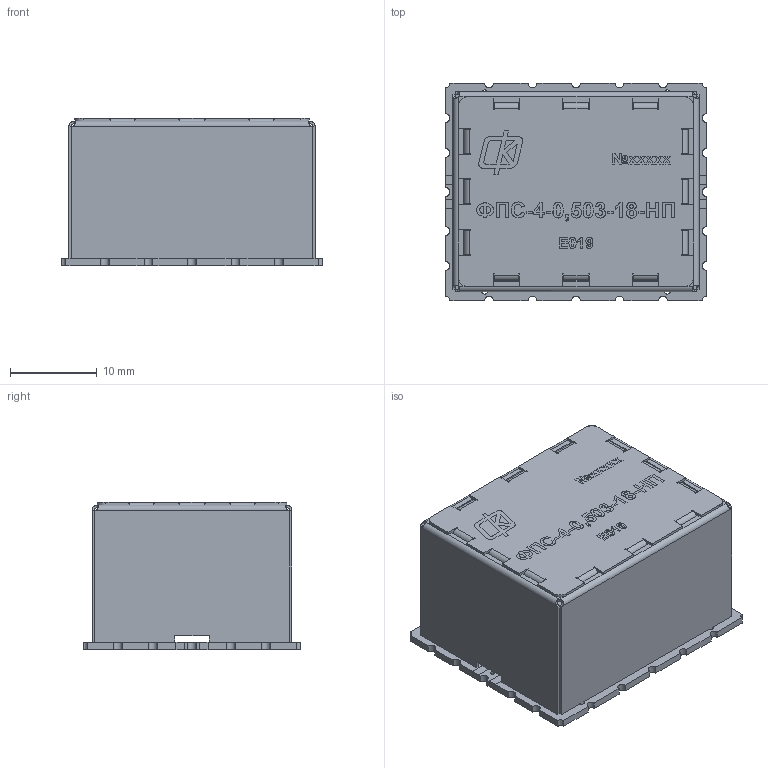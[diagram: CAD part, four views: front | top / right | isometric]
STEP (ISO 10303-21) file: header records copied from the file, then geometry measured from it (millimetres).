
FILE_DESCRIPTION(('STEP AP203'), '1');
FILE_NAME('ÍØÁÀ.468824.056-07_Ôèëüòð ÔÏÑ-4-0,503-18-ÍÏ', '', ('UNSPECIFIED'), ('UNSPECIFIED'), 'ASCON STEP Converter 1.6', 'ASCON Math Kernel', '');
FILE_SCHEMA(('CONFIG_CONTROL_DESIGN'));
Length unit declared in the file: millimetre
Products named in the file (1): НШБА.468824.056-07_Фильтр ФПС-4-0,503-18-НП
Bounding box: 30 x 25 x 16.91 mm (x, y, z)
Volume: 1282.7 mm3; surface area: 6132.7 mm2
Topology: 1 solids, 1 shells, 771 faces, 2132 edges, 1368 vertices
Faces by surface type: plane 552, bspline 130, cylinder 89
Full cylindrical faces by diameter (mm): 0.5 x2, 0.8 x4
Entity records: 45743 total; most frequent: CARTESIAN_POINT 20838, ORIENTED_EDGE 4252, DIRECTION 3216, EDGE_CURVE 2126, LINE 1576, VECTOR 1576, VERTEX_POINT 1368, EDGE_LOOP 836
